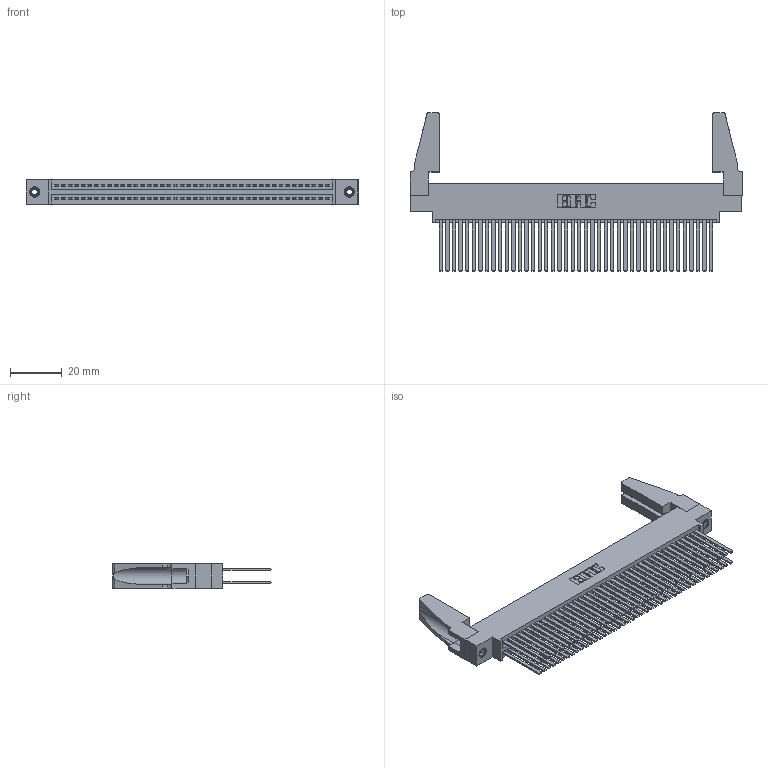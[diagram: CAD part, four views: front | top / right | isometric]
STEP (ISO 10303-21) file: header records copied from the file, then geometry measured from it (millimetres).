
FILE_DESCRIPTION (( 'STEP AP203' ), '1' );
FILE_NAME ('345-084-544-888.STEP', '2019-11-01T04:59:30', ( '' ), ( '' ), 'SwSTEP 2.0', 'SolidWorks 2016', '' );
FILE_SCHEMA (( 'CONFIG_CONTROL_DESIGN' ));
Length unit declared in the file: inch
Products named in the file (5): 345-250-001_345-250-001-102; 345-220-078_345-220-088; 345 Part_0.170 Offset - 0.156 Dia-TH; 345-292-001_345-293-144; 345-084-544-888
Assembly tree (89 placements, depth 2):
  345-084-544-888
    345 Part_0.170 Offset - 0.156 Dia-TH
    345-292-001_345-293-144  x84
    345-250-001_345-250-001-102  x2
    345-220-078_345-220-088  x2
Bounding box: 127.91 x 61.14 x 9.4 mm (x, y, z)
Volume: 16742.3 mm3; surface area: 26657.1 mm2
Topology: 89 solids, 89 shells, 3950 faces, 11671 edges, 7658 vertices
Faces by surface type: plane 2592, cylinder 1342, cone 12, torus 4
Entity records: 35050 total; most frequent: CARTESIAN_POINT 5870, ORIENTED_EDGE 5764, DIRECTION 5178, EDGE_CURVE 2882, VECTOR 2544, LINE 2544, VERTEX_POINT 1914, AXIS2_PLACEMENT_3D 1317
